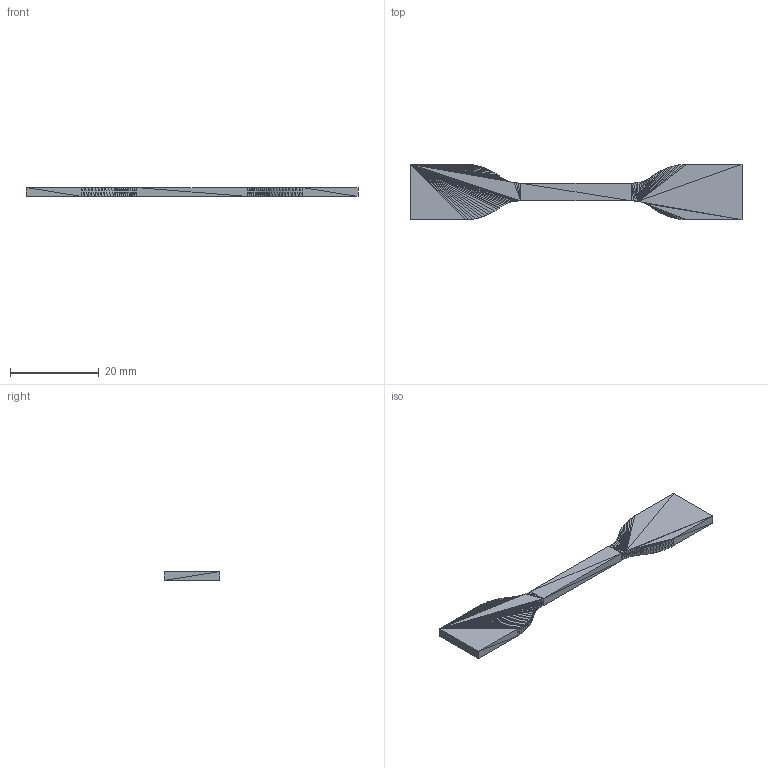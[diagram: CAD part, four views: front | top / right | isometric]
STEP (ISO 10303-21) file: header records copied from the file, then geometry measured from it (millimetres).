
FILE_DESCRIPTION(('FreeCAD Model'),'2;1');
FILE_NAME('test.stp','2013-04-07T10:28:13',('FreeCAD'),( 'FreeCAD'),'Open CASCADE STEP processor 6.5','FreeCAD','Unknown');
FILE_SCHEMA(('AUTOMOTIVE_DESIGN_CC2 { 1 2 10303 214 -1 1 5 4 }'));
Length unit declared in the file: millimetre
Products named in the file (1): Open CASCADE STEP translator 6.5 1
Bounding box: 75 x 12.49 x 2 mm (x, y, z)
Surface area: 1610.4 mm2 (no closed solid volume)
Topology: 0 solids, 1 shells, 412 faces, 618 edges, 208 vertices
Faces by surface type: plane 412
Entity records: 15472 total; most frequent: CARTESIAN_POINT 3093, DIRECTION 2062, ORIENTED_EDGE 1236, LINE 1236, VECTOR 1236, PCURVE 1236, DEFINITIONAL_REPRESENTATION 1236, EDGE_CURVE 618
